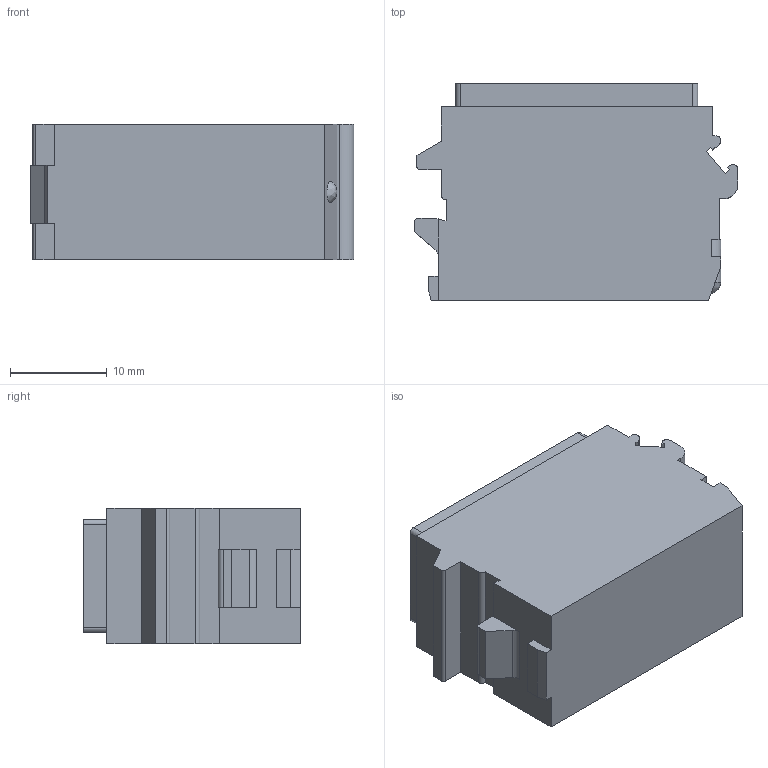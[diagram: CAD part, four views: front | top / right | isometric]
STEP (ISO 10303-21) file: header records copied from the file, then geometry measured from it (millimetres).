
FILE_DESCRIPTION((''),'2;1');
FILE_NAME('00176590502','2020-09-01T',('presta_be4'),(''),'CREO PARAMETRIC BY PTC INC, 2018360','CREO PARAMETRIC BY PTC INC, 2018360','');
FILE_SCHEMA(('CONFIG_CONTROL_DESIGN'));
Products named in the file (1): 00176590502
Bounding box: 33.45 x 22.42 x 14 mm (x, y, z)
Volume: 7575.8 mm3; surface area: 7796 mm2
Topology: 13 solids, 13 shells, 3162 faces, 8576 edges, 5478 vertices
Faces by surface type: plane 1870, cylinder 456, cone 432, torus 398, revolution 5, bspline 1
Entity records: 111496 total; most frequent: CARTESIAN_POINT 32220, ORIENTED_EDGE 17096, DIRECTION 16336, EDGE_CURVE 8548, AXIS2_PLACEMENT_3D 6176, VERTEX_POINT 5478, VECTOR 3979, LINE 3979
